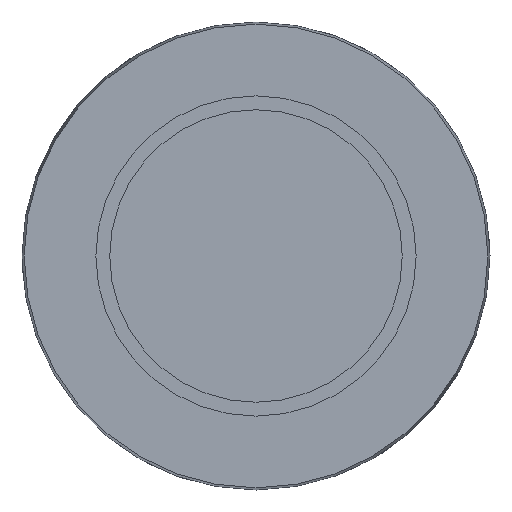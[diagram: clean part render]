
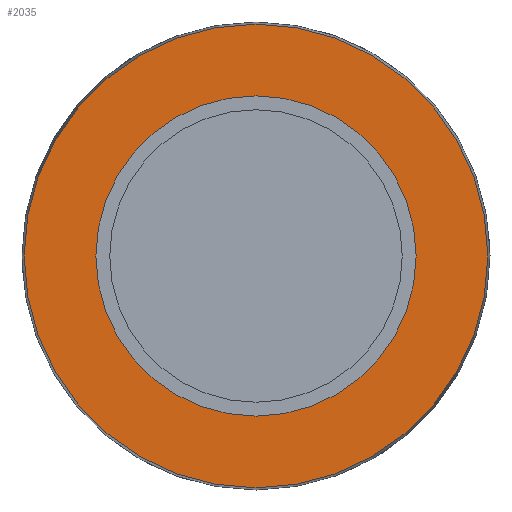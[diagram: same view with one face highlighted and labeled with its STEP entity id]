
A CAD part, front view. The second image highlights one B-rep face of the part: STEP entity #2035.
In plain terms, the highlighted planar face has unit normal (0, -1, 0).
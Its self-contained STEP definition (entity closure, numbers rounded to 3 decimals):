
#1780=CARTESIAN_POINT('',(-15.85,-22.5,0.0));
#1781=VERTEX_POINT('',#1780);
#1782=CARTESIAN_POINT('',(0.0,-22.5,0.0));
#1783=DIRECTION('',(0.0,1.0,0.0));
#1784=DIRECTION('',(-1.0,0.0,0.0));
#1785=AXIS2_PLACEMENT_3D('',#1782,#1783,#1784);
#1786=CIRCLE('',#1785,15.85);
#1787=EDGE_CURVE('',#1781,#1781,#1786,.T.);
#2009=CARTESIAN_POINT('',(-10.95,-22.5,0.0));
#2010=VERTEX_POINT('',#2009);
#2011=CARTESIAN_POINT('',(0.0,-22.5,0.0));
#2012=DIRECTION('',(0.0,1.0,0.0));
#2013=DIRECTION('',(-1.0,0.0,0.0));
#2014=AXIS2_PLACEMENT_3D('',#2011,#2012,#2013);
#2015=CIRCLE('',#2014,10.95);
#2016=EDGE_CURVE('',#2010,#2010,#2015,.T.);
#2024=CARTESIAN_POINT('',(-13.4,-22.5,0.0));
#2025=DIRECTION('',(0.0,-1.0,0.0));
#2026=DIRECTION('',(0.0,0.0,-1.0));
#2027=AXIS2_PLACEMENT_3D('',#2024,#2025,#2026);
#2028=PLANE('',#2027);
#2029=ORIENTED_EDGE('',*,*,#1787,.F.);
#2030=EDGE_LOOP('',(#2029));
#2031=FACE_OUTER_BOUND('',#2030,.T.);
#2032=ORIENTED_EDGE('',*,*,#2016,.T.);
#2033=EDGE_LOOP('',(#2032));
#2034=FACE_BOUND('',#2033,.T.);
#2035=ADVANCED_FACE('',(#2031,#2034),#2028,.T.);
